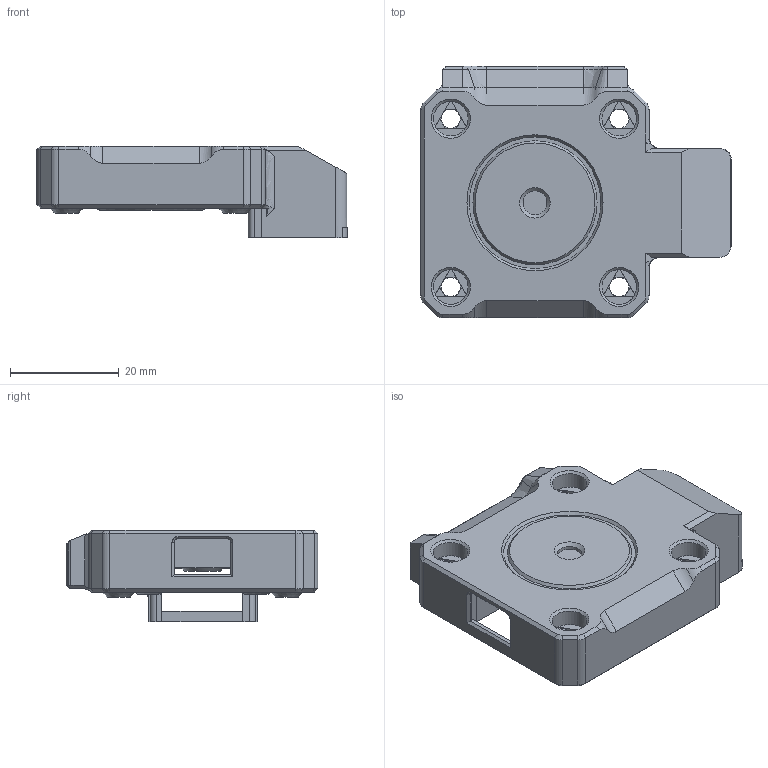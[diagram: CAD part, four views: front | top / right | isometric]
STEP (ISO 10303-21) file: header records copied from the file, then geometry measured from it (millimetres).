
FILE_DESCRIPTION(/* description */ (''),/* implementation_level */ '2;1');
FILE_NAME(/* name */ 'WoodWorker - remix of Lamarc double shear Limit Switch cover.step',/* time_stamp */ '2025-05-23T08:00:45-04:00',/* author */ (''),/* organization */ (''),/* preprocessor_version */ 'ST-DEVELOPER v20.1',/* originating_system */ 'Autodesk Translation Framework v14.10.0.0',/* authorisation */ '');
FILE_SCHEMA (('AUTOMOTIVE_DESIGN { 1 0 10303 214 3 1 1 }'));
Length unit declared in the file: millimetre
Products named in the file (1): Lamarc N4Pro Double Shear Limit (1)
Bounding box: 57.02 x 46.22 x 16.89 mm (x, y, z)
Volume: 18475.2 mm3; surface area: 8788 mm2
Topology: 1 solids, 2 shells, 287 faces, 728 edges, 453 vertices
Faces by surface type: plane 189, cylinder 45, cone 35, bspline 18
Full cylindrical faces by diameter (mm): 3.5 x4, 3.75 x2, 4.2 x2, 4.4 x2, 6.397 x4
Entity records: 9047 total; most frequent: CARTESIAN_POINT 2076, ORIENTED_EDGE 1456, DIRECTION 1416, EDGE_CURVE 728, LINE 504, VECTOR 504, AXIS2_PLACEMENT_3D 456, VERTEX_POINT 453
